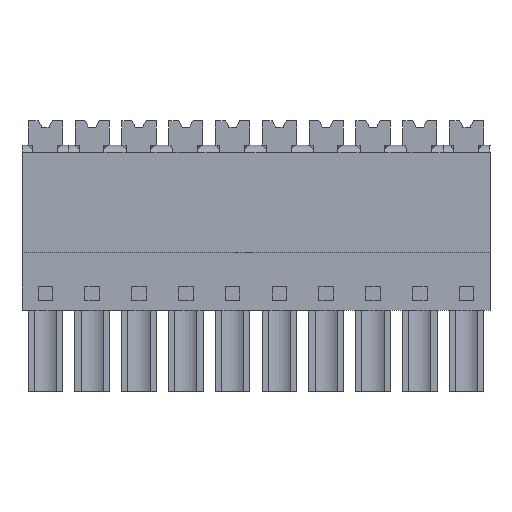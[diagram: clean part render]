
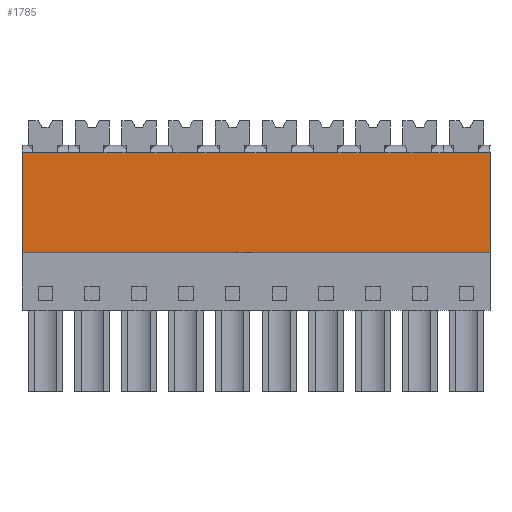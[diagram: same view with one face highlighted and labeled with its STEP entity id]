
A CAD part, front view. The second image highlights one B-rep face of the part: STEP entity #1785.
In plain terms, the highlighted planar face has unit normal (0, -1, 0).
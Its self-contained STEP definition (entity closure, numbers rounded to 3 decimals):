
#1765=AXIS2_PLACEMENT_3D('Plane Axis2P3D',#1762,#1763,#1764) ;
#91=CARTESIAN_POINT('Vertex',(0.,0.,11.25)) ;
#94=CARTESIAN_POINT('Line Origine',(0.,0.,15.325)) ;
#98=CARTESIAN_POINT('Vertex',(0.,0.,19.4)) ;
#1746=CARTESIAN_POINT('Vertex',(38.1,0.,11.25)) ;
#1749=CARTESIAN_POINT('Line Origine',(19.05,0.,11.25)) ;
#1762=CARTESIAN_POINT('Axis2P3D Location',(22.86,0.,11.25)) ;
#1767=CARTESIAN_POINT('Line Origine',(38.1,0.,15.325)) ;
#1771=CARTESIAN_POINT('Vertex',(38.1,0.,19.4)) ;
#1774=CARTESIAN_POINT('Line Origine',(19.05,0.,19.4)) ;
#95=DIRECTION('Vector Direction',(0.,0.,1.)) ;
#1750=DIRECTION('Vector Direction',(1.,0.,0.)) ;
#1763=DIRECTION('Axis2P3D Direction',(0.,1.,0.)) ;
#1764=DIRECTION('Axis2P3D XDirection',(0.,0.,1.)) ;
#1768=DIRECTION('Vector Direction',(0.,0.,1.)) ;
#1775=DIRECTION('Vector Direction',(1.,0.,0.)) ;
#96=VECTOR('Line Direction',#95,1.) ;
#1751=VECTOR('Line Direction',#1750,1.) ;
#1769=VECTOR('Line Direction',#1768,1.) ;
#1776=VECTOR('Line Direction',#1775,1.) ;
#1780=ORIENTED_EDGE('',*,*,#100,.F.) ;
#1781=ORIENTED_EDGE('',*,*,#1753,.T.) ;
#1782=ORIENTED_EDGE('',*,*,#1773,.T.) ;
#1783=ORIENTED_EDGE('',*,*,#1778,.F.) ;
#1785=ADVANCED_FACE('HOUSING',(#1784),#1766,.F.) ;
#100=EDGE_CURVE('',#92,#99,#97,.T.) ;
#1753=EDGE_CURVE('',#92,#1747,#1752,.T.) ;
#1773=EDGE_CURVE('',#1747,#1772,#1770,.T.) ;
#1778=EDGE_CURVE('',#99,#1772,#1777,.T.) ;
#1779=EDGE_LOOP('',(#1780,#1781,#1782,#1783)) ;
#1784=FACE_OUTER_BOUND('',#1779,.T.) ;
#97=LINE('Line',#94,#96) ;
#1752=LINE('Line',#1749,#1751) ;
#1770=LINE('Line',#1767,#1769) ;
#1777=LINE('Line',#1774,#1776) ;
#1766=PLANE('',#1765) ;
#92=VERTEX_POINT('',#91) ;
#99=VERTEX_POINT('',#98) ;
#1747=VERTEX_POINT('',#1746) ;
#1772=VERTEX_POINT('',#1771) ;
